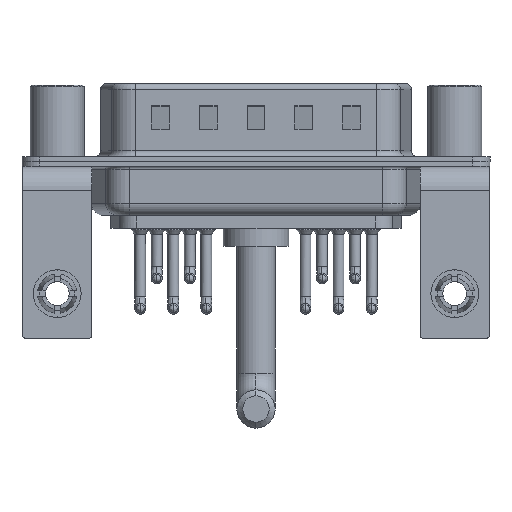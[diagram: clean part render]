
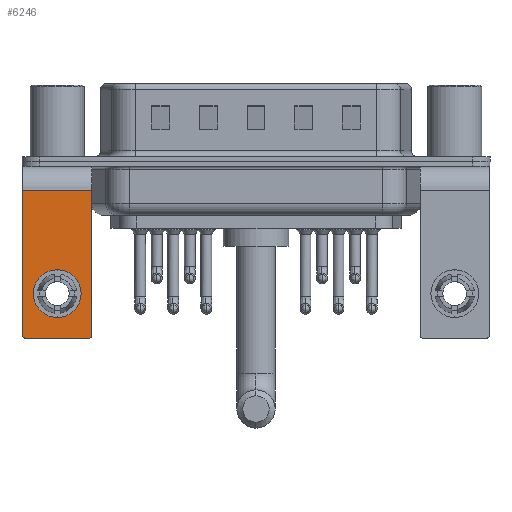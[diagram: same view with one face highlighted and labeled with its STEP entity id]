
A CAD part, front view. The second image highlights one B-rep face of the part: STEP entity #6246.
In plain terms, the highlighted planar face has unit normal (0, -1, 0).
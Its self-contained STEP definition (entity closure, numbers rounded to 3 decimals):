
#543 = CARTESIAN_POINT ( 'NONE',  ( -2.9, -6.25, -2.4 ) ) ;
#578 = CARTESIAN_POINT ( 'NONE',  ( -2.65, -6.25, -14.55 ) ) ;
#1872 = ORIENTED_EDGE ( 'NONE', *, *, #11290, .T. ) ;
#2557 = VERTEX_POINT ( 'NONE', #8831 ) ;
#2633 = DIRECTION ( 'NONE',  ( -1., 0., 0. ) ) ;
#3029 = DIRECTION ( 'NONE',  ( 0., 0., -1. ) ) ;
#3072 = VERTEX_POINT ( 'NONE', #21096 ) ;
#3628 = EDGE_CURVE ( 'NONE', #7741, #18406, #24248, .T. ) ;
#3636 = DIRECTION ( 'NONE',  ( 0., -1., 0. ) ) ;
#3647 = CARTESIAN_POINT ( 'NONE',  ( 0., -6.25, -11.07 ) ) ;
#3717 = ORIENTED_EDGE ( 'NONE', *, *, #15392, .F. ) ;
#3889 = DIRECTION ( 'NONE',  ( 0., 0., 1. ) ) ;
#4187 = VERTEX_POINT ( 'NONE', #543 ) ;
#4255 = EDGE_CURVE ( 'NONE', #4187, #7741, #18878, .T. ) ;
#4388 = VERTEX_POINT ( 'NONE', #11285 ) ;
#4607 = CARTESIAN_POINT ( 'NONE',  ( -2.9, -6.25, -2.4 ) ) ;
#4739 = DIRECTION ( 'NONE',  ( 0., 1., 0. ) ) ;
#5470 = VERTEX_POINT ( 'NONE', #20299 ) ;
#6246 = ADVANCED_FACE ( 'NONE', ( #23542, #9394 ), #9646, .F. ) ;
#6270 = CIRCLE ( 'NONE', #7121, 0.25 ) ;
#6643 = EDGE_CURVE ( 'NONE', #4388, #2557, #6270, .T. ) ;
#6781 = EDGE_LOOP ( 'NONE', ( #15285, #17820, #3717, #17674, #16869, #25554 ) ) ;
#7121 = AXIS2_PLACEMENT_3D ( 'NONE', #7782, #23384, #15520 ) ;
#7741 = VERTEX_POINT ( 'NONE', #16650 ) ;
#7782 = CARTESIAN_POINT ( 'NONE',  ( 2.65, -6.25, -14.55 ) ) ;
#8778 = DIRECTION ( 'NONE',  ( 0., 0., -1. ) ) ;
#8831 = CARTESIAN_POINT ( 'NONE',  ( 2.9, -6.25, -14.55 ) ) ;
#9309 = EDGE_CURVE ( 'NONE', #5470, #3072, #24586, .T. ) ;
#9394 = FACE_OUTER_BOUND ( 'NONE', #6781, .T. ) ;
#9426 = DIRECTION ( 'NONE',  ( 0., 1., 0. ) ) ;
#9646 = PLANE ( 'NONE',  #15857 ) ;
#9815 = CARTESIAN_POINT ( 'NONE',  ( 2.9, -6.25, -2.4 ) ) ;
#10037 = VECTOR ( 'NONE', #3029, 1000. ) ;
#10765 = CARTESIAN_POINT ( 'NONE',  ( 2.9, -6.25, -2.4 ) ) ;
#11285 = CARTESIAN_POINT ( 'NONE',  ( 2.65, -6.25, -14.8 ) ) ;
#11290 = EDGE_CURVE ( 'NONE', #3072, #5470, #12097, .T. ) ;
#11679 = AXIS2_PLACEMENT_3D ( 'NONE', #3647, #9426, #23704 ) ;
#11736 = VECTOR ( 'NONE', #2633, 1000. ) ;
#12097 = CIRCLE ( 'NONE', #11679, 2. ) ;
#12126 = EDGE_CURVE ( 'NONE', #16115, #2557, #20686, .T. ) ;
#13000 = VECTOR ( 'NONE', #14572, 1000. ) ;
#13123 = LINE ( 'NONE', #21092, #11736 ) ;
#13593 = DIRECTION ( 'NONE',  ( 0., 1., 0. ) ) ;
#14572 = DIRECTION ( 'NONE',  ( -1., 0., 0. ) ) ;
#14585 = CARTESIAN_POINT ( 'NONE',  ( 0., -6.25, -11.07 ) ) ;
#15285 = ORIENTED_EDGE ( 'NONE', *, *, #4255, .T. ) ;
#15392 = EDGE_CURVE ( 'NONE', #4388, #18406, #13123, .T. ) ;
#15408 = EDGE_CURVE ( 'NONE', #16115, #4187, #23069, .T. ) ;
#15450 = DIRECTION ( 'NONE',  ( 0., 0., 1. ) ) ;
#15520 = DIRECTION ( 'NONE',  ( 0., 0., 1. ) ) ;
#15857 = AXIS2_PLACEMENT_3D ( 'NONE', #17379, #13593, #25385 ) ;
#16035 = CARTESIAN_POINT ( 'NONE',  ( -2.65, -6.25, -14.8 ) ) ;
#16115 = VERTEX_POINT ( 'NONE', #9815 ) ;
#16650 = CARTESIAN_POINT ( 'NONE',  ( -2.9, -6.25, -14.55 ) ) ;
#16766 = CARTESIAN_POINT ( 'NONE',  ( 2.9, -6.25, -2.4 ) ) ;
#16869 = ORIENTED_EDGE ( 'NONE', *, *, #12126, .F. ) ;
#17379 = CARTESIAN_POINT ( 'NONE',  ( 2.9, -6.25, -2.4 ) ) ;
#17460 = AXIS2_PLACEMENT_3D ( 'NONE', #14585, #4739, #15450 ) ;
#17674 = ORIENTED_EDGE ( 'NONE', *, *, #6643, .T. ) ;
#17820 = ORIENTED_EDGE ( 'NONE', *, *, #3628, .T. ) ;
#18406 = VERTEX_POINT ( 'NONE', #16035 ) ;
#18878 = LINE ( 'NONE', #4607, #10037 ) ;
#19581 = EDGE_LOOP ( 'NONE', ( #1872, #25543 ) ) ;
#20299 = CARTESIAN_POINT ( 'NONE',  ( 0., -6.25, -9.07 ) ) ;
#20686 = LINE ( 'NONE', #16766, #23309 ) ;
#21092 = CARTESIAN_POINT ( 'NONE',  ( 2.9, -6.25, -14.8 ) ) ;
#21096 = CARTESIAN_POINT ( 'NONE',  ( 0., -6.25, -13.07 ) ) ;
#21306 = AXIS2_PLACEMENT_3D ( 'NONE', #578, #3636, #3889 ) ;
#23069 = LINE ( 'NONE', #10765, #13000 ) ;
#23309 = VECTOR ( 'NONE', #8778, 1000. ) ;
#23384 = DIRECTION ( 'NONE',  ( 0., -1., 0. ) ) ;
#23542 = FACE_BOUND ( 'NONE', #19581, .T. ) ;
#23704 = DIRECTION ( 'NONE',  ( 0., 0., 1. ) ) ;
#24248 = CIRCLE ( 'NONE', #21306, 0.25 ) ;
#24586 = CIRCLE ( 'NONE', #17460, 2. ) ;
#25385 = DIRECTION ( 'NONE',  ( 0., 0., 1. ) ) ;
#25543 = ORIENTED_EDGE ( 'NONE', *, *, #9309, .T. ) ;
#25554 = ORIENTED_EDGE ( 'NONE', *, *, #15408, .T. ) ;
